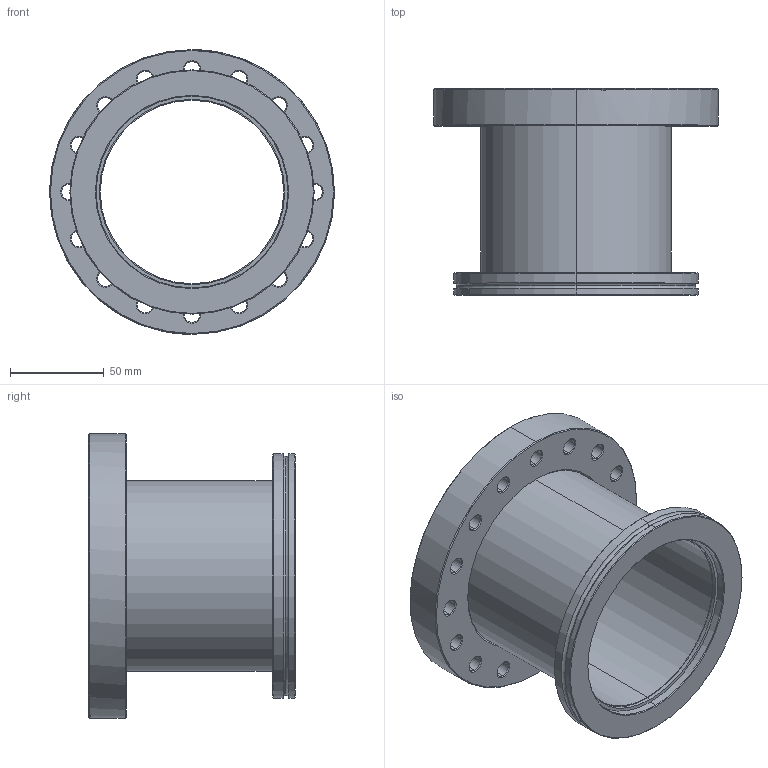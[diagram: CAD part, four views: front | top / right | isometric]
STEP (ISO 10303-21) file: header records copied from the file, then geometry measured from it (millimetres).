
FILE_DESCRIPTION (( 'STEP AP214' ), '1' );
FILE_NAME ('Hositrad_CFA100-ISO100.STEP', '2013-11-06T09:02:39', ( '' ), ( '' ), 'SwSTEP 2.0', 'SolidWorks 2013', '' );
FILE_SCHEMA (( 'AUTOMOTIVE_DESIGN' ));
Length unit declared in the file: millimetre
Products named in the file (4): NW100CF-weld_CF100-102; Hositrad_CFA100-ISO100; ISO-K-Weld-All_ISO100-102; Tube101.6-All_Tube 101.6 L=92,5
Assembly tree (3 placements, depth 2):
  Hositrad_CFA100-ISO100
    NW100CF-weld_CF100-102
    Tube101.6-All_Tube 101.6 L=92,5
    ISO-K-Weld-All_ISO100-102
Bounding box: 151.6 x 110 x 151.6 mm (x, y, z)
Volume: 295276.8 mm3; surface area: 123810.5 mm2
Topology: 3 solids, 3 shells, 168 faces, 380 edges, 223 vertices
Faces by surface type: cone 87, cylinder 58, plane 19, torus 4
Entity records: 5301 total; most frequent: DIRECTION 941, CARTESIAN_POINT 789, ORIENTED_EDGE 760, AXIS2_PLACEMENT_3D 391, EDGE_CURVE 380, VERTEX_POINT 223, CIRCLE 217, EDGE_LOOP 211
